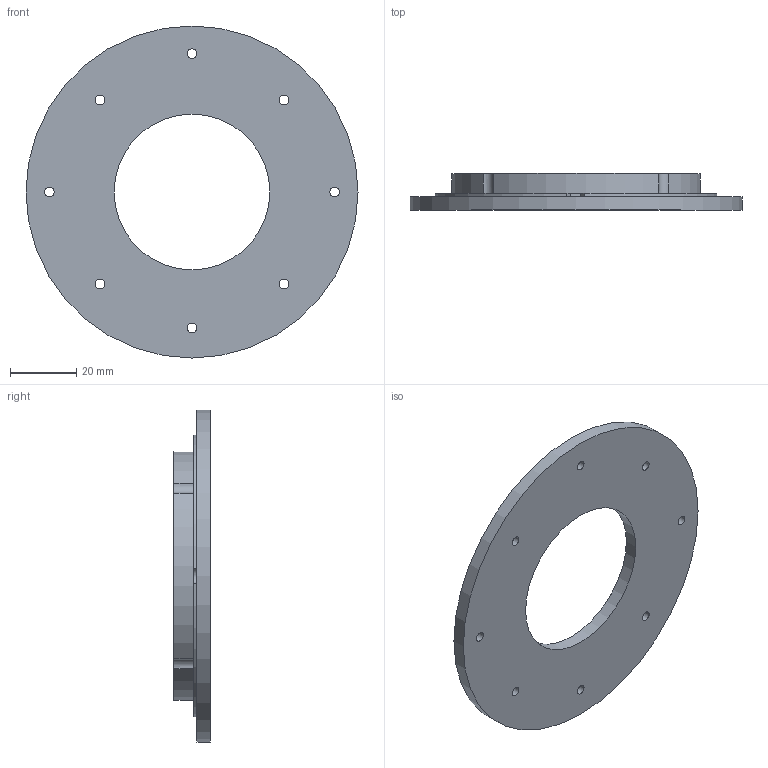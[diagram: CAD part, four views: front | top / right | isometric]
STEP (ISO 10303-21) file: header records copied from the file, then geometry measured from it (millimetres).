
FILE_DESCRIPTION(/* description */ (''),/* implementation_level */ '2;1');
FILE_NAME(/* name */ 'FACE PLATE SHOULDER V4.step',/* time_stamp */ '2024-08-07T22:39:40-04:00',/* author */ (''),/* organization */ (''),/* preprocessor_version */ 'ST-DEVELOPER v20',/* originating_system */ 'Autodesk Translation Framework v13.14.0.145',/* authorisation */ '');
FILE_SCHEMA (('AUTOMOTIVE_DESIGN { 1 0 10303 214 3 1 1 }'));
Length unit declared in the file: millimetre
Products named in the file (2): SHOULDER V2; SHOULDER
Assembly tree (1 placements, depth 2):
  SHOULDER V2
    SHOULDER
Bounding box: 100 x 11 x 100 mm (x, y, z)
Volume: 31329 mm3; surface area: 17665.6 mm2
Topology: 1 solids, 1 shells, 50 faces, 135 edges, 90 vertices
Faces by surface type: cylinder 25, plane 25
Full cylindrical faces by diameter (mm): 2.85 x8, 4.6 x2, 5.5 x4, 46.9 x1, 67 x1, 100 x1
Entity records: 1711 total; most frequent: DIRECTION 303, CARTESIAN_POINT 278, ORIENTED_EDGE 270, EDGE_CURVE 135, AXIS2_PLACEMENT_3D 115, VERTEX_POINT 90, LINE 73, VECTOR 73
